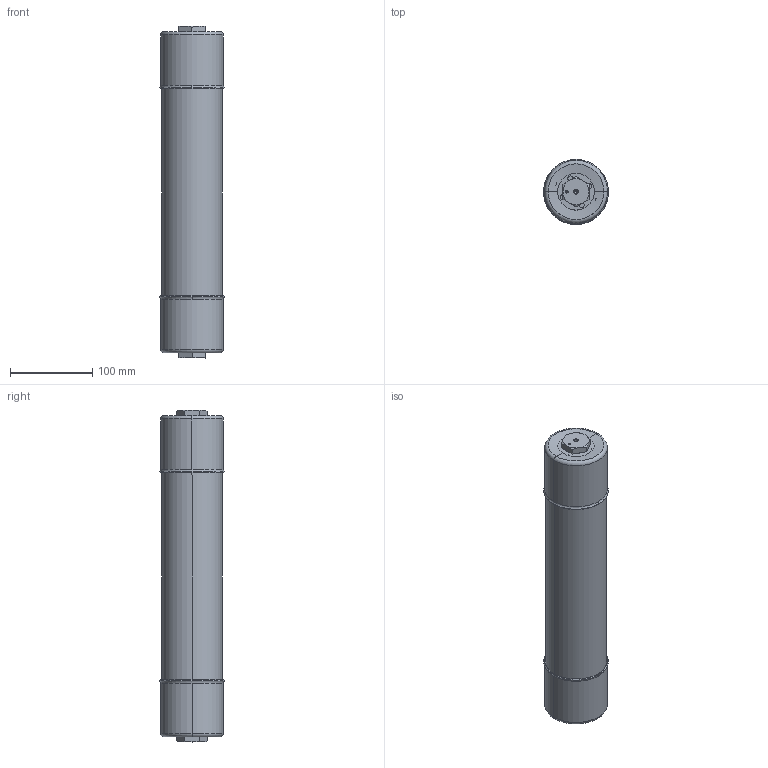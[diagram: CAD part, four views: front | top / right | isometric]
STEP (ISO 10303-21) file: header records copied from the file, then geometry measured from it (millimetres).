
FILE_DESCRIPTION (( 'STEP AP214' ), '1' );
FILE_NAME ('700556.STEP', '2014-09-23T18:44:17', ( '' ), ( '' ), 'SwSTEP 2.0', 'SolidWorks 2013', '' );
FILE_SCHEMA (( 'AUTOMOTIVE_DESIGN' ));
Length unit declared in the file: inch
Products named in the file (1): 700556
Bounding box: 78.75 x 78.75 x 403.35 mm (x, y, z)
Volume: 436688.2 mm3; surface area: 288510.5 mm2
Topology: 10 solids, 10 shells, 340 faces, 873 edges, 542 vertices
Faces by surface type: cylinder 176, plane 79, cone 63, torus 18, sphere 4
Entity records: 17036 total; most frequent: CARTESIAN_POINT 4135, DIRECTION 1807, ORIENTED_EDGE 1690, EDGE_CURVE 845, AXIS2_PLACEMENT_3D 752, VERTEX_POINT 538, EDGE_LOOP 421, CIRCLE 411
